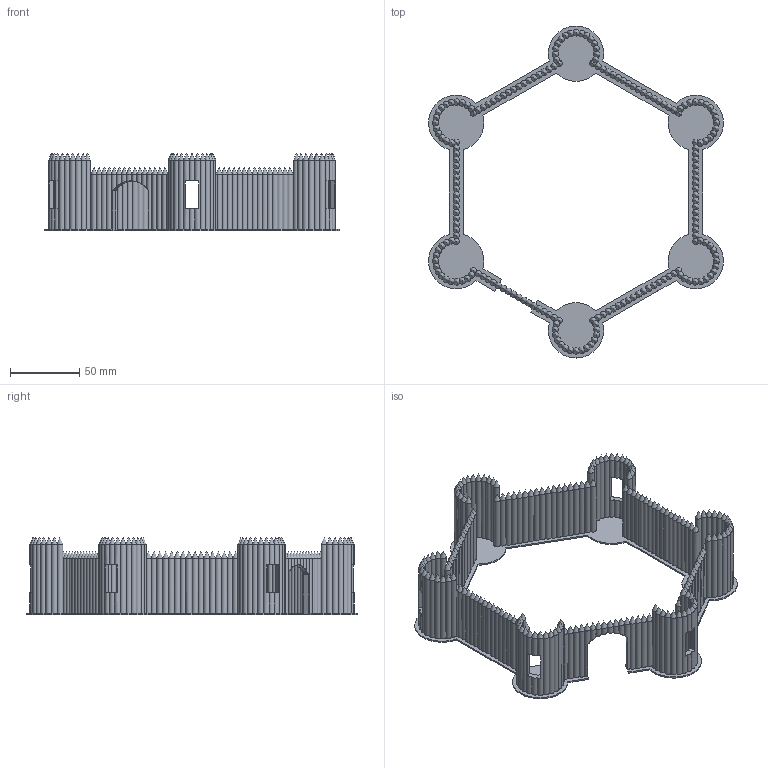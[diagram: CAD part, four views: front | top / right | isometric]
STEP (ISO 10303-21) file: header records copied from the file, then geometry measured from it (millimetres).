
FILE_DESCRIPTION(/* description */ ('STEP AP242','CAx-IF Rec.Pracs.---Representation and Presentation of Product Manufacturing Information (PMI)---4.0---2014-10-13','CAx-IF Rec.Pracs.---3D Tessellated Geometry---0.4---2014-09-14','2;1'),/* implementation_level */ '2;1');
FILE_NAME(/* name */ '6671b1729062250c3dce6a5c',/* time_stamp */ '2024-06-18T16:10:27Z',/* author */ (''),/* organization */ (''),/* preprocessor_version */ 'ST-DEVELOPER v20',/* originating_system */ ' ',/* authorisation */ ' ');
FILE_SCHEMA (('AP242_MANAGED_MODEL_BASED_3D_ENGINEERING_MIM_LF { 1 0 10303 442 1 1 4 }'));
Length unit declared in the file: metre
Products named in the file (1): Part 1
Bounding box: 213.2 x 240 x 56 mm (x, y, z)
Volume: 142657.9 mm3; surface area: 114434 mm2
Topology: 1 solids, 1 shells, 668 faces, 2274 edges, 1396 vertices
Faces by surface type: cylinder 421, cone 198, plane 49
Entity records: 21688 total; most frequent: CARTESIAN_POINT 4765, DIRECTION 3682, ORIENTED_EDGE 3360, EDGE_CURVE 1680, AXIS2_PLACEMENT_3D 1567, VERTEX_POINT 1198, CIRCLE 898, FACE_BOUND 866
